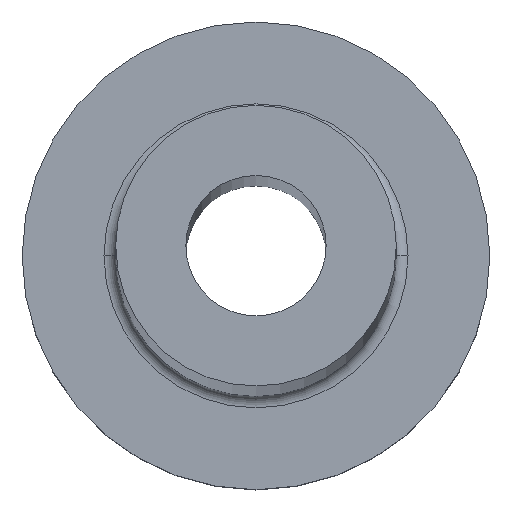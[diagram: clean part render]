
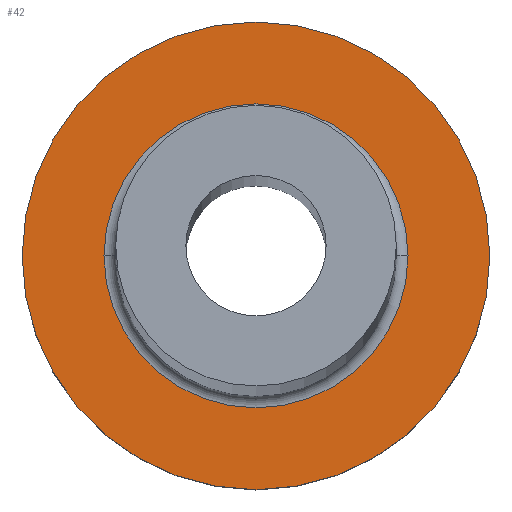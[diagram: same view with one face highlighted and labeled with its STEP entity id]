
A CAD part, top view. The second image highlights one B-rep face of the part: STEP entity #42.
In plain terms, the highlighted planar face has unit normal (0, 0, 1).
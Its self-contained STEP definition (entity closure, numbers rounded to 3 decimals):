
#24 = EDGE_LOOP ( 'NONE', ( #148, #117 ) ) ;
#42 = ADVANCED_FACE ( 'NONE', ( #267, #124 ), #214, .T. ) ;
#79 = AXIS2_PLACEMENT_3D ( 'NONE', #264, #290, #349 ) ;
#89 = CARTESIAN_POINT ( 'NONE',  ( 0., 0., 7. ) ) ;
#92 = AXIS2_PLACEMENT_3D ( 'NONE', #89, #130, #127 ) ;
#100 = DIRECTION ( 'NONE',  ( 1., 0., 0. ) ) ;
#104 = CIRCLE ( 'NONE', #380, 6.5 ) ;
#105 = VERTEX_POINT ( 'NONE', #272 ) ;
#117 = ORIENTED_EDGE ( 'NONE', *, *, #195, .T. ) ;
#121 = CIRCLE ( 'NONE', #79, 6.5 ) ;
#124 = FACE_OUTER_BOUND ( 'NONE', #24, .T. ) ;
#127 = DIRECTION ( 'NONE',  ( 1., 0., 0. ) ) ;
#130 = DIRECTION ( 'NONE',  ( 0., 0., 1. ) ) ;
#135 = AXIS2_PLACEMENT_3D ( 'NONE', #170, #275, #100 ) ;
#138 = DIRECTION ( 'NONE',  ( 1., 0., 0. ) ) ;
#148 = ORIENTED_EDGE ( 'NONE', *, *, #313, .T. ) ;
#164 = EDGE_CURVE ( 'NONE', #202, #318, #104, .T. ) ;
#170 = CARTESIAN_POINT ( 'NONE',  ( 0., 0., 7. ) ) ;
#183 = ORIENTED_EDGE ( 'NONE', *, *, #164, .T. ) ;
#195 = EDGE_CURVE ( 'NONE', #265, #105, #255, .T. ) ;
#196 = CARTESIAN_POINT ( 'NONE',  ( 0., 0., 7. ) ) ;
#202 = VERTEX_POINT ( 'NONE', #336 ) ;
#214 = PLANE ( 'NONE',  #92 ) ;
#222 = CIRCLE ( 'NONE', #227, 10. ) ;
#224 = CARTESIAN_POINT ( 'NONE',  ( 10., 0., 7. ) ) ;
#227 = AXIS2_PLACEMENT_3D ( 'NONE', #196, #306, #138 ) ;
#240 = CARTESIAN_POINT ( 'NONE',  ( 0., 0., 7. ) ) ;
#253 = CARTESIAN_POINT ( 'NONE',  ( 6.5, 0., 7. ) ) ;
#255 = CIRCLE ( 'NONE', #135, 10. ) ;
#258 = EDGE_LOOP ( 'NONE', ( #314, #183 ) ) ;
#264 = CARTESIAN_POINT ( 'NONE',  ( 0., 0., 7. ) ) ;
#265 = VERTEX_POINT ( 'NONE', #224 ) ;
#267 = FACE_BOUND ( 'NONE', #258, .T. ) ;
#272 = CARTESIAN_POINT ( 'NONE',  ( -10., 0., 7. ) ) ;
#275 = DIRECTION ( 'NONE',  ( 0., 0., 1. ) ) ;
#290 = DIRECTION ( 'NONE',  ( 0., 0., -1. ) ) ;
#306 = DIRECTION ( 'NONE',  ( 0., 0., 1. ) ) ;
#313 = EDGE_CURVE ( 'NONE', #105, #265, #222, .T. ) ;
#314 = ORIENTED_EDGE ( 'NONE', *, *, #377, .T. ) ;
#318 = VERTEX_POINT ( 'NONE', #253 ) ;
#336 = CARTESIAN_POINT ( 'NONE',  ( -6.5, 0., 7. ) ) ;
#349 = DIRECTION ( 'NONE',  ( 1., 0., 0. ) ) ;
#357 = DIRECTION ( 'NONE',  ( 0., 0., -1. ) ) ;
#365 = DIRECTION ( 'NONE',  ( 1., 0., 0. ) ) ;
#377 = EDGE_CURVE ( 'NONE', #318, #202, #121, .T. ) ;
#380 = AXIS2_PLACEMENT_3D ( 'NONE', #240, #357, #365 ) ;
